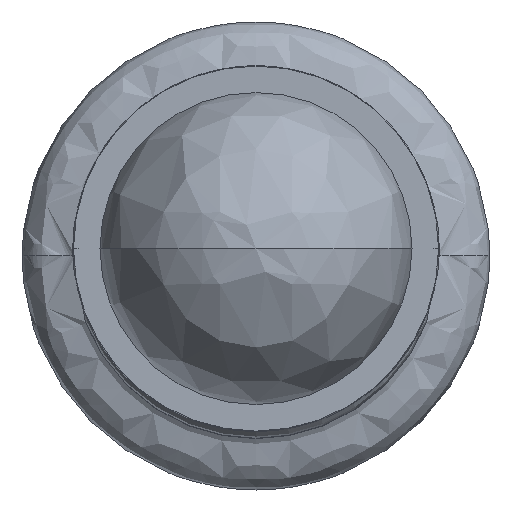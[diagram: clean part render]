
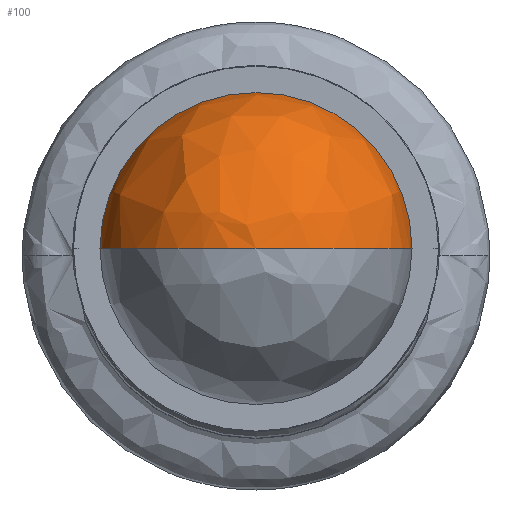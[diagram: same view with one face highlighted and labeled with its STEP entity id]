
A CAD part, top view. The second image highlights one B-rep face of the part: STEP entity #100.
In plain terms, the highlighted free-form (B-spline) face has degree [3, 2] with [7, 5] control points.
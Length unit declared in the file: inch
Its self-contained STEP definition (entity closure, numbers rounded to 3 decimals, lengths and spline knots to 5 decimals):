
#100=ADVANCED_FACE('',(#183),#1232,.T.);
#183=FACE_OUTER_BOUND('',#274,.T.);
#274=EDGE_LOOP('',(#607,#608,#609));
#607=ORIENTED_EDGE('',*,*,#800,.F.);
#608=ORIENTED_EDGE('',*,*,#801,.T.);
#609=ORIENTED_EDGE('',*,*,#805,.F.);
#800=EDGE_CURVE('',#1178,#1181,#950,.T.);
#801=EDGE_CURVE('',#1178,#1177,#951,.T.);
#805=EDGE_CURVE('',#1181,#1177,#954,.T.);
#950=TRIMMED_CURVE($,#1036,(#6031),(#6032),.T.,.CARTESIAN.);
#951=TRIMMED_CURVE($,#1037,(#6034),(#6035),.T.,.CARTESIAN.);
#954=TRIMMED_CURVE($,#1040,(#6050),(#6051),.T.,.CARTESIAN.);
#1036=CIRCLE('',#1467,0.0625);
#1037=CIRCLE('',#1468,0.0625);
#1040=CIRCLE('',#1471,0.0625);
#1177=VERTEX_POINT('',#6023);
#1178=VERTEX_POINT('',#6024);
#1181=VERTEX_POINT('',#6027);
#1232=(
BOUNDED_SURFACE()
B_SPLINE_SURFACE(3,2,((#5281,#5282,#5283,#5284,#5285),(#5286,#5287,#5288,
#5289,#5290),(#5291,#5292,#5293,#5294,#5295),(#5296,#5297,#5298,#5299,#5300),
(#5301,#5302,#5303,#5304,#5305),(#5306,#5307,#5308,#5309,#5310),(#5311,
#5312,#5313,#5314,#5315)),.UNSPECIFIED.,.F.,.F.,.F.)
B_SPLINE_SURFACE_WITH_KNOTS((4,3,4),(3,2,3),(0.6951,0.78126,
0.86742),(0.,0.14711,0.29421),
 .UNSPECIFIED.)
GEOMETRIC_REPRESENTATION_ITEM()
RATIONAL_B_SPLINE_SURFACE(((1.,0.707,1.,0.707,1.),
(0.848,0.599,0.848,0.599,
0.848),(0.848,0.599,0.848,
0.599,0.848),(1.,0.707,1.,0.707,
1.),(0.848,0.599,0.848,0.599,
0.848),(0.848,0.599,0.848,
0.599,0.848),(1.,0.707,1.,0.707,
1.)))
REPRESENTATION_ITEM('')
SURFACE()
);
#1467=AXIS2_PLACEMENT_3D($,#6030,#1663,#1664);
#1468=AXIS2_PLACEMENT_3D($,#6033,#1665,#1666);
#1471=AXIS2_PLACEMENT_3D($,#6049,#1671,#1672);
#1663=DIRECTION('',(0.,0.,-1.));
#1664=DIRECTION('',(-1.,0.,0.));
#1665=DIRECTION('',(0.,1.,0.));
#1666=DIRECTION('',(-1.,0.,0.));
#1671=DIRECTION('',(0.,-1.,0.));
#1672=DIRECTION('',(1.,0.,0.));
#5281=CARTESIAN_POINT('',(2.47656,0.,1.66209));
#5282=CARTESIAN_POINT('',(2.47656,0.02344,1.66209));
#5283=CARTESIAN_POINT('',(2.5,0.02344,1.66209));
#5284=CARTESIAN_POINT('',(2.52344,0.02344,1.66209));
#5285=CARTESIAN_POINT('',(2.52344,0.,1.66209));
#5286=CARTESIAN_POINT('',(2.44759,0.,1.67381));
#5287=CARTESIAN_POINT('',(2.44759,0.05241,1.67381));
#5288=CARTESIAN_POINT('',(2.5,0.05241,1.67381));
#5289=CARTESIAN_POINT('',(2.55241,0.05241,1.67381));
#5290=CARTESIAN_POINT('',(2.55241,0.,1.67381));
#5291=CARTESIAN_POINT('',(2.43268,0.,1.70128));
#5292=CARTESIAN_POINT('',(2.43268,0.06732,1.70128));
#5293=CARTESIAN_POINT('',(2.5,0.06732,1.70128));
#5294=CARTESIAN_POINT('',(2.56732,0.06732,1.70128));
#5295=CARTESIAN_POINT('',(2.56732,0.,1.70128));
#5296=CARTESIAN_POINT('',(2.43865,0.,1.73196));
#5297=CARTESIAN_POINT('',(2.43865,0.06135,1.73196));
#5298=CARTESIAN_POINT('',(2.5,0.06135,1.73196));
#5299=CARTESIAN_POINT('',(2.56135,0.06135,1.73196));
#5300=CARTESIAN_POINT('',(2.56135,0.,1.73196));
#5301=CARTESIAN_POINT('',(2.44462,0.,1.76265));
#5302=CARTESIAN_POINT('',(2.44462,0.05538,1.76265));
#5303=CARTESIAN_POINT('',(2.5,0.05538,1.76265));
#5304=CARTESIAN_POINT('',(2.55538,0.05538,1.76265));
#5305=CARTESIAN_POINT('',(2.55538,0.,1.76265));
#5306=CARTESIAN_POINT('',(2.46874,0.,1.78252));
#5307=CARTESIAN_POINT('',(2.46874,0.03126,1.78252));
#5308=CARTESIAN_POINT('',(2.5,0.03126,1.78252));
#5309=CARTESIAN_POINT('',(2.53126,0.03126,1.78252));
#5310=CARTESIAN_POINT('',(2.53126,0.,1.78252));
#5311=CARTESIAN_POINT('',(2.5,0.,1.78252));
#5312=CARTESIAN_POINT('',(2.5,0.,1.78252));
#5313=CARTESIAN_POINT('',(2.5,0.,1.78252));
#5314=CARTESIAN_POINT('',(2.5,0.,1.78252));
#5315=CARTESIAN_POINT('',(2.5,0.,1.78252));
#6023=CARTESIAN_POINT('',(2.5,0.,1.78252));
#6024=CARTESIAN_POINT('',(2.4375,0.,1.72002));
#6027=CARTESIAN_POINT('',(2.5625,0.,1.72002));
#6030=CARTESIAN_POINT('',(2.5,0.,1.72002));
#6031=CARTESIAN_POINT('',(2.4375,0.,1.72002));
#6032=CARTESIAN_POINT('',(2.5625,0.,1.72002));
#6033=CARTESIAN_POINT('',(2.5,0.,1.72002));
#6034=CARTESIAN_POINT('',(2.4375,0.,1.72002));
#6035=CARTESIAN_POINT('',(2.5,0.,1.78252));
#6049=CARTESIAN_POINT('',(2.5,0.,1.72002));
#6050=CARTESIAN_POINT('',(2.5625,0.,1.72002));
#6051=CARTESIAN_POINT('',(2.5,0.,1.78252));
